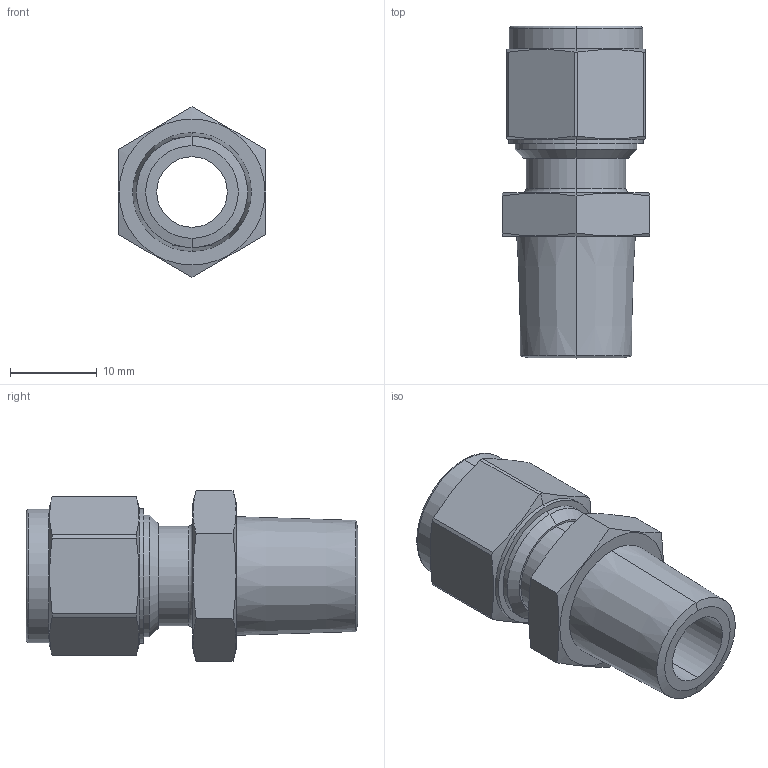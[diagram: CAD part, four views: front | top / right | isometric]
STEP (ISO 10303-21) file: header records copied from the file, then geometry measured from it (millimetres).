
FILE_DESCRIPTION (( 'STEP AP214' ), '1' );
FILE_NAME ('CF08-25N.STEP', '2019-06-25T17:05:45', ( '' ), ( '' ), 'SwSTEP 2.0', 'SolidWorks 2017', '' );
FILE_SCHEMA (( 'AUTOMOTIVE_DESIGN' ));
Length unit declared in the file: inch
Products named in the file (1): CF08-25N
Bounding box: 17 x 38.2 x 19.63 mm (x, y, z)
Volume: 4385.2 mm3; surface area: 3425.9 mm2
Topology: 1 solids, 1 shells, 63 faces, 145 edges, 88 vertices
Faces by surface type: cylinder 21, cone 20, plane 18, torus 4
Entity records: 1891 total; most frequent: CARTESIAN_POINT 419, DIRECTION 313, ORIENTED_EDGE 290, EDGE_CURVE 145, AXIS2_PLACEMENT_3D 130, VERTEX_POINT 88, EDGE_LOOP 69, CIRCLE 66
